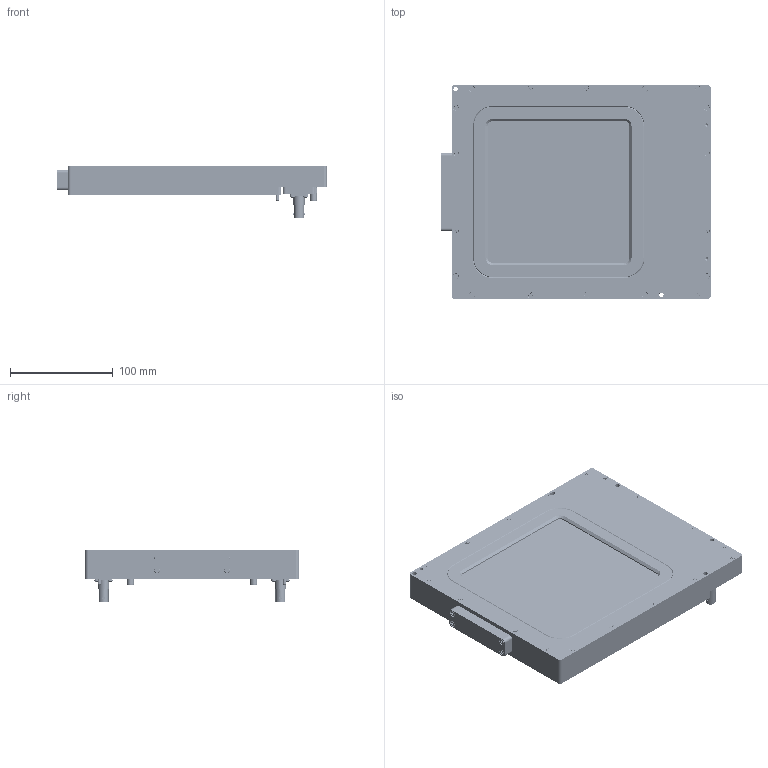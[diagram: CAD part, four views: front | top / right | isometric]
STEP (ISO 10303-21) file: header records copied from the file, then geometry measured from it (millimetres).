
FILE_DESCRIPTION (( 'STEP AP214' ), '1' );
FILE_NAME ('88202280-IC64-13.STEP', '2015-08-20T19:59:35', ( 'Andrew' ), ( 'Microsoft' ), 'SwSTEP 2.0', 'SolidWorks 2014', '' );
FILE_SCHEMA (( 'AUTOMOTIVE_DESIGN' ));
Length unit declared in the file: millimetre
Products named in the file (1): 88202280-IC64-13
Bounding box: 262 x 208 x 51.36 mm (x, y, z)
Volume: 559101 mm3; surface area: 488587.6 mm2
Topology: 88 solids, 88 shells, 4999 faces, 11818 edges, 7542 vertices
Faces by surface type: plane 2121, cylinder 1813, cone 648, bspline 373, sphere 24, torus 20
Entity records: 211490 total; most frequent: CARTESIAN_POINT 39016, DIRECTION 24753, ORIENTED_EDGE 23396, EDGE_CURVE 11698, AXIS2_PLACEMENT_3D 9263, VERTEX_POINT 7542, LINE 6227, VECTOR 6227
